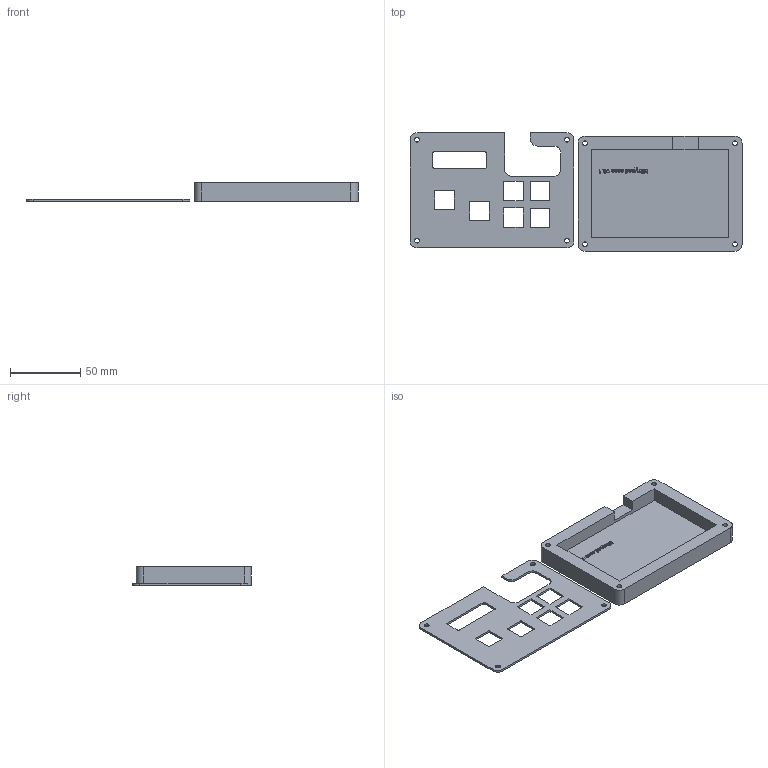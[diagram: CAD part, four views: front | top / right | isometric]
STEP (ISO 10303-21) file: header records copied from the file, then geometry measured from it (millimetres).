
FILE_DESCRIPTION(/* description */ (''),/* implementation_level */ '2;1');
FILE_NAME(/* name */ 'case_full.step',/* time_stamp */ '2026-01-05T19:17:06-08:00',/* author */ (''),/* organization */ (''),/* preprocessor_version */ 'ST-DEVELOPER v20.1',/* originating_system */ 'Autodesk Translation Framework v14.21.0.0',/* authorisation */ '');
FILE_SCHEMA (('AUTOMOTIVE_DESIGN { 1 0 10303 214 3 1 1 }'));
Length unit declared in the file: millimetre
Products named in the file (2): 2026-01-05-10-33-40-119; 2026-01-05-10-34-48-065
Assembly tree (1 placements, depth 2):
  2026-01-05-10-33-40-119
    2026-01-05-10-34-48-065
Bounding box: 236.92 x 84.57 x 13 mm (x, y, z)
Volume: 70987.6 mm3; surface area: 43114.9 mm2
Topology: 2 solids, 2 shells, 436 faces, 1209 edges, 806 vertices
Faces by surface type: bspline 229, plane 171, cylinder 36
Full cylindrical faces by diameter (mm): 3.4 x8, 6 x4
Entity records: 17073 total; most frequent: CARTESIAN_POINT 7311, ORIENTED_EDGE 2418, DIRECTION 1243, EDGE_CURVE 1209, VERTEX_POINT 806, LINE 679, VECTOR 679, EDGE_LOOP 495
